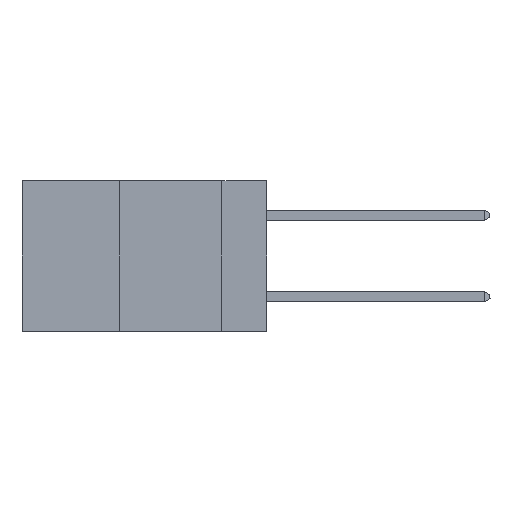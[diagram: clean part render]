
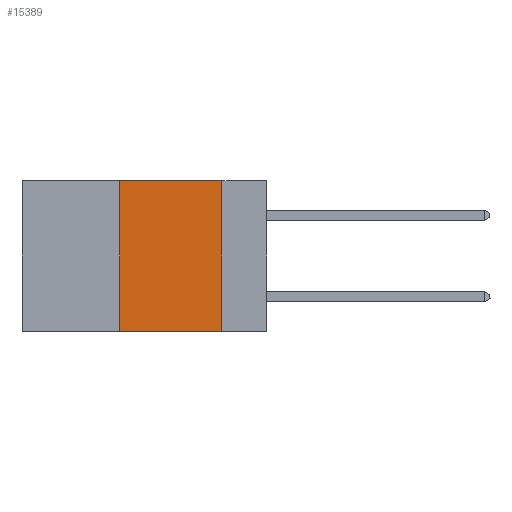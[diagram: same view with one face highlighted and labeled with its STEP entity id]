
A CAD part, left-side view. The second image highlights one B-rep face of the part: STEP entity #15389.
In plain terms, the highlighted planar face has unit normal (-1, 0, 0).
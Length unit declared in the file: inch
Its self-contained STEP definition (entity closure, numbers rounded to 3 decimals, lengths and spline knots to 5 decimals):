
#1197 = ORIENTED_EDGE ( 'NONE', *, *, #7514, .F. ) ;
#1989 = CARTESIAN_POINT ( 'NONE',  ( 0., 0.11, 0. ) ) ;
#2133 = CARTESIAN_POINT ( 'NONE',  ( 0., 0.36, 0. ) ) ;
#3818 = AXIS2_PLACEMENT_3D ( 'NONE', #27827, #7732, #14282 ) ;
#5649 = CARTESIAN_POINT ( 'NONE',  ( 0., 0.11, -0.37 ) ) ;
#7514 = EDGE_CURVE ( 'NONE', #17215, #36789, #16183, .T. ) ;
#7732 = DIRECTION ( 'NONE',  ( 1., 0., 0. ) ) ;
#9784 = CARTESIAN_POINT ( 'NONE',  ( 0., 0.6, -0.37 ) ) ;
#13418 = VECTOR ( 'NONE', #29643, 39.37008 ) ;
#14282 = DIRECTION ( 'NONE',  ( 0., 0., -1. ) ) ;
#14904 = DIRECTION ( 'NONE',  ( 0., 0., -1. ) ) ;
#15389 = ADVANCED_FACE ( 'NONE', ( #37209 ), #37819, .F. ) ;
#16183 = LINE ( 'NONE', #1989, #33779 ) ;
#17128 = ORIENTED_EDGE ( 'NONE', *, *, #26588, .T. ) ;
#17215 = VERTEX_POINT ( 'NONE', #36054 ) ;
#19191 = DIRECTION ( 'NONE',  ( 0., 0., 1. ) ) ;
#21393 = EDGE_LOOP ( 'NONE', ( #1197, #35633, #29657, #17128 ) ) ;
#21883 = VECTOR ( 'NONE', #19191, 39.37008 ) ;
#22724 = LINE ( 'NONE', #26007, #13418 ) ;
#26007 = CARTESIAN_POINT ( 'NONE',  ( 0., 0.6, 0. ) ) ;
#26588 = EDGE_CURVE ( 'NONE', #32823, #36789, #35301, .T. ) ;
#27827 = CARTESIAN_POINT ( 'NONE',  ( 0., 0.6, 0. ) ) ;
#28027 = VECTOR ( 'NONE', #39320, 39.37008 ) ;
#28102 = CARTESIAN_POINT ( 'NONE',  ( 0., 0.36, -0.37 ) ) ;
#29643 = DIRECTION ( 'NONE',  ( 0., -1., 0. ) ) ;
#29657 = ORIENTED_EDGE ( 'NONE', *, *, #39800, .F. ) ;
#30694 = LINE ( 'NONE', #2133, #21883 ) ;
#32823 = VERTEX_POINT ( 'NONE', #28102 ) ;
#33779 = VECTOR ( 'NONE', #14904, 39.37008 ) ;
#35088 = VERTEX_POINT ( 'NONE', #40736 ) ;
#35301 = LINE ( 'NONE', #9784, #28027 ) ;
#35633 = ORIENTED_EDGE ( 'NONE', *, *, #41749, .F. ) ;
#36054 = CARTESIAN_POINT ( 'NONE',  ( 0., 0.11, 0. ) ) ;
#36789 = VERTEX_POINT ( 'NONE', #5649 ) ;
#37209 = FACE_OUTER_BOUND ( 'NONE', #21393, .T. ) ;
#37819 = PLANE ( 'NONE',  #3818 ) ;
#39320 = DIRECTION ( 'NONE',  ( 0., -1., 0. ) ) ;
#39800 = EDGE_CURVE ( 'NONE', #32823, #35088, #30694, .T. ) ;
#40736 = CARTESIAN_POINT ( 'NONE',  ( 0., 0.36, 0. ) ) ;
#41749 = EDGE_CURVE ( 'NONE', #35088, #17215, #22724, .T. ) ;
